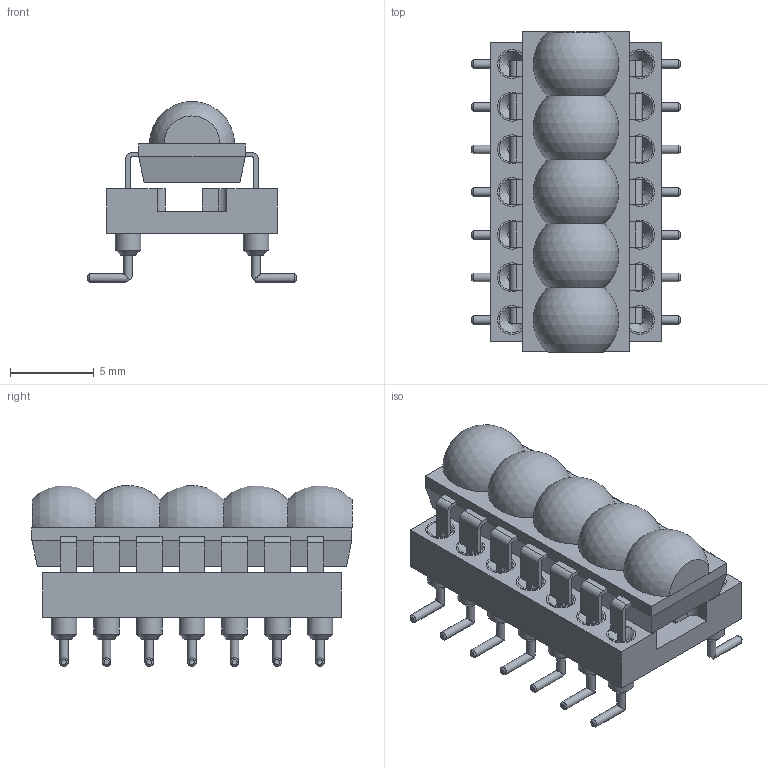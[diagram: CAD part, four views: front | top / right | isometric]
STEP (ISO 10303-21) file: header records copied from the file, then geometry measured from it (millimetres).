
FILE_DESCRIPTION(/* description */ ('VU Meter Deck angled desktop stand'),/* implementation_level */ '2;1');
FILE_NAME(/* name */ 'HP5082-7415_with_SMD_Socket_assembly',/* time_stamp */ '2024-07-03T00:56:31+02:00',/* author */ ('SB'),/* organization */ (''),/* preprocessor_version */ 'ST-DEVELOPER v16.7',/* originating_system */ 'DEX',/* authorisation */ $);
FILE_SCHEMA (('AUTOMOTIVE_DESIGN {1 0 10303 214 3 1 1}'));
Length unit declared in the file: millimetre
Products named in the file (3): HP5082-7415_with_SMD_Socket_assembly; DIP-14_W7.62mm_Socket; HP5082-7415
Assembly tree (2 placements, depth 2):
  HP5082-7415_with_SMD_Socket_assembly
    DIP-14_W7.62mm_Socket
    HP5082-7415
Bounding box: 12.41 x 19.06 x 10.78 mm (x, y, z)
Volume: 438.8 mm3; surface area: 1319.2 mm2
Topology: 1 solids, 2 shells, 469 faces, 1235 edges, 823 vertices
Faces by surface type: plane 286, cylinder 136, cone 42, sphere 5
Full cylindrical faces by diameter (mm): 0.508 x35, 0.51 x6, 0.512 x1, 1.524 x14, 1.724 x14
Entity records: 17068 total; most frequent: CARTESIAN_POINT 2660, DIRECTION 2260, ORIENTED_EDGE 2168, EDGE_CURVE 1084, AXIS2_PLACEMENT_3D 798, VERTEX_POINT 785, LINE 664, VECTOR 664
